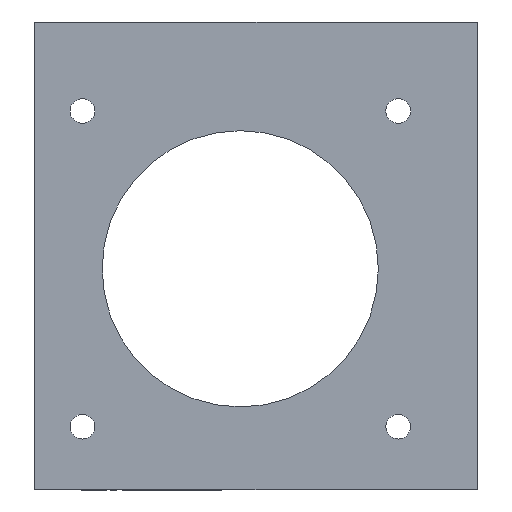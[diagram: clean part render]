
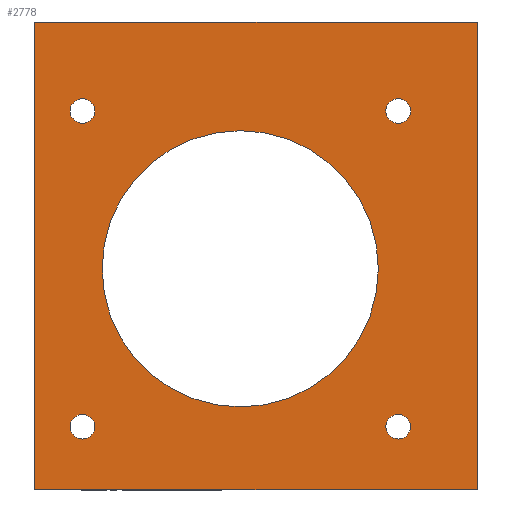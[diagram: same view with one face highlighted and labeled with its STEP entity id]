
A CAD part, front view. The second image highlights one B-rep face of the part: STEP entity #2778.
In plain terms, the highlighted planar face has unit normal (0, -1, 0).
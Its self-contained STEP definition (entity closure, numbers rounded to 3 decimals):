
#13 = CARTESIAN_POINT ( 'NONE',  ( -0.012, 0., -2.092 ) ) ;
#55 = DIRECTION ( 'NONE',  ( 0., 0., -1. ) ) ;
#57 = ORIENTED_EDGE ( 'NONE', *, *, #138, .T. ) ;
#88 = AXIS2_PLACEMENT_3D ( 'NONE', #2649, #2934, #1359 ) ;
#90 = CIRCLE ( 'NONE', #1534, 1.25 ) ;
#102 = CARTESIAN_POINT ( 'NONE',  ( 24.003, 0., -24.511 ) ) ;
#105 = FACE_BOUND ( 'NONE', #2516, .T. ) ;
#138 = EDGE_CURVE ( 'NONE', #1865, #1987, #1639, .T. ) ;
#157 = DIRECTION ( 'NONE',  ( 0., 0., -1. ) ) ;
#165 = CARTESIAN_POINT ( 'NONE',  ( 16.002, 0., -19.347 ) ) ;
#168 = CIRCLE ( 'NONE', #2116, 1.25 ) ;
#208 = EDGE_LOOP ( 'NONE', ( #1722, #2051 ) ) ;
#228 = DIRECTION ( 'NONE',  ( 0., 1., 0. ) ) ;
#244 = CARTESIAN_POINT ( 'NONE',  ( -16.002, 0., -18.098 ) ) ;
#268 = ORIENTED_EDGE ( 'NONE', *, *, #3130, .T. ) ;
#307 = DIRECTION ( 'NONE',  ( 0., 0., 1. ) ) ;
#322 = DIRECTION ( 'NONE',  ( 1., 0., 0. ) ) ;
#335 = CARTESIAN_POINT ( 'NONE',  ( 16.002, 0., 12.657 ) ) ;
#368 = CARTESIAN_POINT ( 'NONE',  ( -0.012, 0., -16.092 ) ) ;
#383 = AXIS2_PLACEMENT_3D ( 'NONE', #1996, #710, #2376 ) ;
#410 = CIRCLE ( 'NONE', #1635, 1.25 ) ;
#463 = ORIENTED_EDGE ( 'NONE', *, *, #1535, .F. ) ;
#504 = DIRECTION ( 'NONE',  ( 0., 0., -1. ) ) ;
#521 = VECTOR ( 'NONE', #322, 1000. ) ;
#531 = EDGE_CURVE ( 'NONE', #1120, #786, #410, .T. ) ;
#540 = CARTESIAN_POINT ( 'NONE',  ( -0.012, 0., 11.908 ) ) ;
#573 = FACE_BOUND ( 'NONE', #1303, .T. ) ;
#577 = EDGE_CURVE ( 'NONE', #2444, #3065, #1047, .T. ) ;
#578 = CARTESIAN_POINT ( 'NONE',  ( -16.002, 0., -18.098 ) ) ;
#598 = EDGE_LOOP ( 'NONE', ( #2257, #268 ) ) ;
#599 = CARTESIAN_POINT ( 'NONE',  ( 24.003, 0., -18.327 ) ) ;
#627 = EDGE_CURVE ( 'NONE', #3186, #2240, #2507, .T. ) ;
#700 = EDGE_LOOP ( 'NONE', ( #877, #1134 ) ) ;
#710 = DIRECTION ( 'NONE',  ( 0., -1., 0. ) ) ;
#756 = CARTESIAN_POINT ( 'NONE',  ( -16.002, 0., 12.657 ) ) ;
#786 = VERTEX_POINT ( 'NONE', #756 ) ;
#788 = CIRCLE ( 'NONE', #1072, 1.25 ) ;
#797 = CIRCLE ( 'NONE', #3117, 1.25 ) ;
#802 = DIRECTION ( 'NONE',  ( 0., 0., -1. ) ) ;
#832 = DIRECTION ( 'NONE',  ( 0., 0., -1. ) ) ;
#859 = VERTEX_POINT ( 'NONE', #1374 ) ;
#877 = ORIENTED_EDGE ( 'NONE', *, *, #2326, .F. ) ;
#886 = FACE_BOUND ( 'NONE', #208, .T. ) ;
#996 = VECTOR ( 'NONE', #2419, 1000. ) ;
#1021 = CIRCLE ( 'NONE', #383, 1.25 ) ;
#1047 = CIRCLE ( 'NONE', #88, 14. ) ;
#1051 = CARTESIAN_POINT ( 'NONE',  ( 24.003, 0., 22.924 ) ) ;
#1072 = AXIS2_PLACEMENT_3D ( 'NONE', #2911, #1386, #2370 ) ;
#1104 = DIRECTION ( 'NONE',  ( 0., 1., 0. ) ) ;
#1117 = PLANE ( 'NONE',  #1152 ) ;
#1120 = VERTEX_POINT ( 'NONE', #1220 ) ;
#1128 = DIRECTION ( 'NONE',  ( 0., -1., 0. ) ) ;
#1134 = ORIENTED_EDGE ( 'NONE', *, *, #627, .F. ) ;
#1152 = AXIS2_PLACEMENT_3D ( 'NONE', #2375, #2616, #307 ) ;
#1204 = CARTESIAN_POINT ( 'NONE',  ( -16.002, 0., -16.848 ) ) ;
#1220 = CARTESIAN_POINT ( 'NONE',  ( -16.002, 0., 15.156 ) ) ;
#1243 = CARTESIAN_POINT ( 'NONE',  ( 16.002, 0., -16.848 ) ) ;
#1279 = VERTEX_POINT ( 'NONE', #3095 ) ;
#1284 = LINE ( 'NONE', #1528, #3317 ) ;
#1289 = ORIENTED_EDGE ( 'NONE', *, *, #3133, .F. ) ;
#1303 = EDGE_LOOP ( 'NONE', ( #1289, #1945 ) ) ;
#1321 = EDGE_CURVE ( 'NONE', #3065, #2444, #1350, .T. ) ;
#1350 = CIRCLE ( 'NONE', #2542, 14. ) ;
#1355 = FACE_BOUND ( 'NONE', #598, .T. ) ;
#1359 = DIRECTION ( 'NONE',  ( 0., 0., 1. ) ) ;
#1374 = CARTESIAN_POINT ( 'NONE',  ( 24.003, 0., 22.924 ) ) ;
#1386 = DIRECTION ( 'NONE',  ( 0., 1., 0. ) ) ;
#1518 = CARTESIAN_POINT ( 'NONE',  ( 16.002, 0., -18.098 ) ) ;
#1528 = CARTESIAN_POINT ( 'NONE',  ( -20.828, 0., -24.511 ) ) ;
#1534 = AXIS2_PLACEMENT_3D ( 'NONE', #2927, #1128, #832 ) ;
#1535 = EDGE_CURVE ( 'NONE', #1279, #859, #2598, .T. ) ;
#1554 = EDGE_LOOP ( 'NONE', ( #2790, #57, #1652, #463 ) ) ;
#1571 = VERTEX_POINT ( 'NONE', #335 ) ;
#1574 = EDGE_CURVE ( 'NONE', #2668, #1571, #90, .T. ) ;
#1581 = FACE_BOUND ( 'NONE', #700, .T. ) ;
#1606 = EDGE_CURVE ( 'NONE', #1987, #859, #1902, .T. ) ;
#1635 = AXIS2_PLACEMENT_3D ( 'NONE', #3187, #1104, #2665 ) ;
#1639 = LINE ( 'NONE', #102, #521 ) ;
#1652 = ORIENTED_EDGE ( 'NONE', *, *, #1606, .T. ) ;
#1722 = ORIENTED_EDGE ( 'NONE', *, *, #3297, .F. ) ;
#1738 = VERTEX_POINT ( 'NONE', #165 ) ;
#1808 = DIRECTION ( 'NONE',  ( 0., 0., 1. ) ) ;
#1865 = VERTEX_POINT ( 'NONE', #2096 ) ;
#1902 = LINE ( 'NONE', #599, #996 ) ;
#1906 = FACE_OUTER_BOUND ( 'NONE', #1554, .T. ) ;
#1945 = ORIENTED_EDGE ( 'NONE', *, *, #2488, .F. ) ;
#1958 = DIRECTION ( 'NONE',  ( 0., -1., 0. ) ) ;
#1987 = VERTEX_POINT ( 'NONE', #2939 ) ;
#1996 = CARTESIAN_POINT ( 'NONE',  ( 16.002, 0., 13.907 ) ) ;
#2049 = ORIENTED_EDGE ( 'NONE', *, *, #1321, .T. ) ;
#2051 = ORIENTED_EDGE ( 'NONE', *, *, #1574, .F. ) ;
#2069 = CARTESIAN_POINT ( 'NONE',  ( -16.002, 0., -19.347 ) ) ;
#2084 = CARTESIAN_POINT ( 'NONE',  ( 16.002, 0., 15.156 ) ) ;
#2089 = DIRECTION ( 'NONE',  ( 0., -1., 0. ) ) ;
#2093 = AXIS2_PLACEMENT_3D ( 'NONE', #578, #1958, #157 ) ;
#2096 = CARTESIAN_POINT ( 'NONE',  ( -20.828, 0., -24.511 ) ) ;
#2113 = CARTESIAN_POINT ( 'NONE',  ( 16.002, 0., -18.098 ) ) ;
#2116 = AXIS2_PLACEMENT_3D ( 'NONE', #2113, #2421, #55 ) ;
#2236 = EDGE_CURVE ( 'NONE', #1279, #1865, #1284, .T. ) ;
#2240 = VERTEX_POINT ( 'NONE', #2069 ) ;
#2257 = ORIENTED_EDGE ( 'NONE', *, *, #531, .T. ) ;
#2311 = DIRECTION ( 'NONE',  ( 0., 0., -1. ) ) ;
#2326 = EDGE_CURVE ( 'NONE', #2240, #3186, #2628, .T. ) ;
#2370 = DIRECTION ( 'NONE',  ( 0., 0., 1. ) ) ;
#2375 = CARTESIAN_POINT ( 'NONE',  ( 0., 0., 0. ) ) ;
#2376 = DIRECTION ( 'NONE',  ( 0., 0., -1. ) ) ;
#2419 = DIRECTION ( 'NONE',  ( 0., 0., 1. ) ) ;
#2421 = DIRECTION ( 'NONE',  ( 0., -1., 0. ) ) ;
#2444 = VERTEX_POINT ( 'NONE', #540 ) ;
#2488 = EDGE_CURVE ( 'NONE', #2623, #1738, #797, .T. ) ;
#2507 = CIRCLE ( 'NONE', #2093, 1.25 ) ;
#2516 = EDGE_LOOP ( 'NONE', ( #2559, #2049 ) ) ;
#2542 = AXIS2_PLACEMENT_3D ( 'NONE', #13, #228, #1808 ) ;
#2559 = ORIENTED_EDGE ( 'NONE', *, *, #577, .T. ) ;
#2598 = LINE ( 'NONE', #1051, #3159 ) ;
#2616 = DIRECTION ( 'NONE',  ( 0., 1., 0. ) ) ;
#2623 = VERTEX_POINT ( 'NONE', #1243 ) ;
#2628 = CIRCLE ( 'NONE', #2787, 1.25 ) ;
#2649 = CARTESIAN_POINT ( 'NONE',  ( -0.012, 0., -2.092 ) ) ;
#2665 = DIRECTION ( 'NONE',  ( 0., 0., 1. ) ) ;
#2668 = VERTEX_POINT ( 'NONE', #2084 ) ;
#2778 = ADVANCED_FACE ( 'NONE', ( #886, #1581, #1355, #105, #1906, #573 ), #1117, .F. ) ;
#2787 = AXIS2_PLACEMENT_3D ( 'NONE', #244, #2089, #802 ) ;
#2790 = ORIENTED_EDGE ( 'NONE', *, *, #2236, .T. ) ;
#2911 = CARTESIAN_POINT ( 'NONE',  ( -16.002, 0., 13.907 ) ) ;
#2927 = CARTESIAN_POINT ( 'NONE',  ( 16.002, 0., 13.907 ) ) ;
#2934 = DIRECTION ( 'NONE',  ( 0., 1., 0. ) ) ;
#2939 = CARTESIAN_POINT ( 'NONE',  ( 24.003, 0., -24.511 ) ) ;
#3047 = DIRECTION ( 'NONE',  ( 1., 0., 0. ) ) ;
#3065 = VERTEX_POINT ( 'NONE', #368 ) ;
#3083 = DIRECTION ( 'NONE',  ( 0., -1., 0. ) ) ;
#3095 = CARTESIAN_POINT ( 'NONE',  ( -20.828, 0., 22.924 ) ) ;
#3117 = AXIS2_PLACEMENT_3D ( 'NONE', #1518, #3083, #504 ) ;
#3130 = EDGE_CURVE ( 'NONE', #786, #1120, #788, .T. ) ;
#3133 = EDGE_CURVE ( 'NONE', #1738, #2623, #168, .T. ) ;
#3159 = VECTOR ( 'NONE', #3047, 1000. ) ;
#3186 = VERTEX_POINT ( 'NONE', #1204 ) ;
#3187 = CARTESIAN_POINT ( 'NONE',  ( -16.002, 0., 13.907 ) ) ;
#3297 = EDGE_CURVE ( 'NONE', #1571, #2668, #1021, .T. ) ;
#3317 = VECTOR ( 'NONE', #2311, 1000. ) ;
